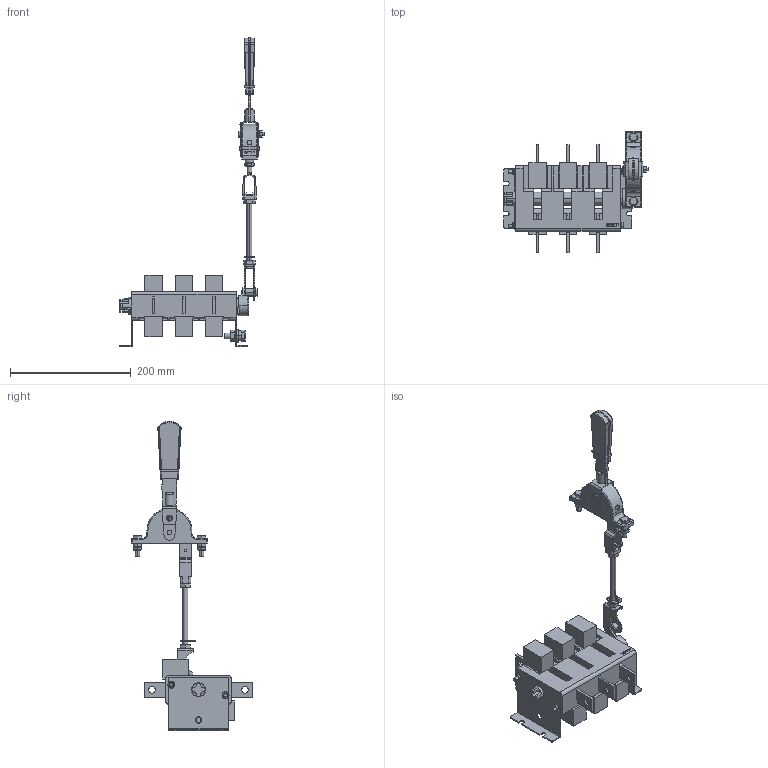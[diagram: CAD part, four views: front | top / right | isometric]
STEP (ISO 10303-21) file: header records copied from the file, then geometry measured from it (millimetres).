
FILE_DESCRIPTION (( 'STEP AP203' ), '1' );
FILE_NAME ('uvr32-37a31240-r.ÃÌ Âûêëþ÷àòåëü-ðàçúåäèíèòåëü ÂÐ32Ó-37A31240-R.STEP', '2025-03-31T12:01:09', ( '' ), ( '' ), 'SwSTEP 2.0', 'SolidWorks 2021', '' );
FILE_SCHEMA (( 'CONFIG_CONTROL_DESIGN' ));
Length unit declared in the file: millimetre
Products named in the file (1): uvr32-37a31240-r.ÃÌ Âûêëþ÷àòåëü-ðàçúåäèíèòåëü ÂÐ32Ó-37A31240-R
Bounding box: 239.95 x 200.71 x 513.16 mm (x, y, z)
Volume: 1237519.8 mm3; surface area: 308455.7 mm2
Topology: 32 solids, 32 shells, 1282 faces, 3284 edges, 2110 vertices
Faces by surface type: plane 745, cylinder 452, torus 37, bspline 24, cone 18, sphere 6
Entity records: 40105 total; most frequent: CARTESIAN_POINT 8587, ORIENTED_EDGE 6552, DIRECTION 6507, EDGE_CURVE 3276, VECTOR 2203, LINE 2203, AXIS2_PLACEMENT_3D 2152, VERTEX_POINT 2110
